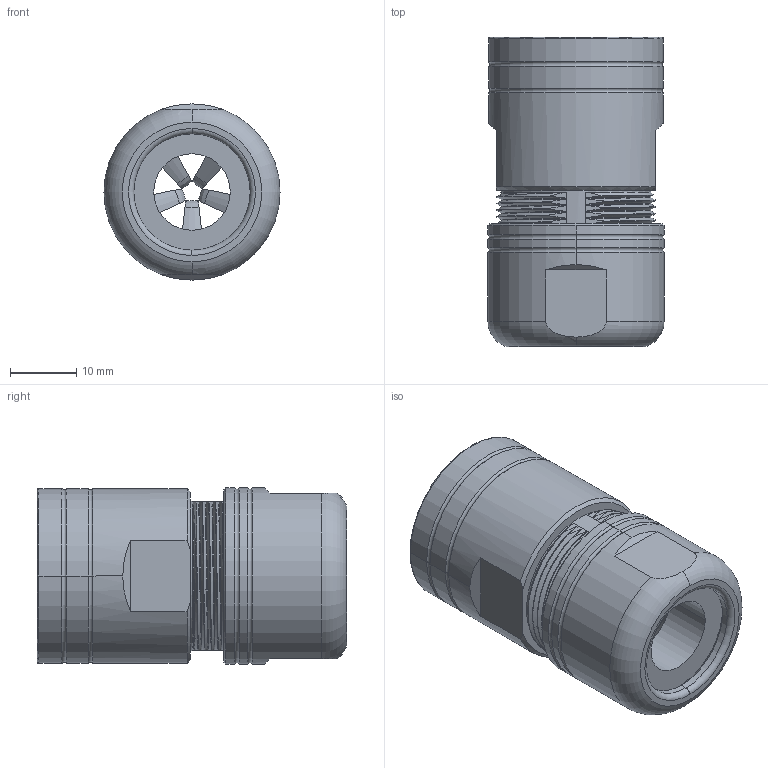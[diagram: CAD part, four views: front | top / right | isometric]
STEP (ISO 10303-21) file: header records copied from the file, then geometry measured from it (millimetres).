
FILE_DESCRIPTION((''),'2;1');
FILE_NAME('M0129','2016-08-01T',('drack.xie'),(''),'PRO/ENGINEER BY PARAMETRIC TECHNOLOGY CORPORATION, 2012230','PRO/ENGINEER BY PARAMETRIC TECHNOLOGY CORPORATION, 2012230','');
FILE_SCHEMA(('CONFIG_CONTROL_DESIGN'));
Products named in the file (1): M0129
Bounding box: 26.5 x 46.5 x 26.5 mm (x, y, z)
Volume: 9362 mm3; surface area: 13834.6 mm2
Topology: 1 solids, 1 shells, 763 faces, 2215 edges, 1385 vertices
Faces by surface type: plane 235, bspline 234, cylinder 164, cone 86, torus 44
Entity records: 52172 total; most frequent: CARTESIAN_POINT 34149, ORIENTED_EDGE 4430, DIRECTION 2818, EDGE_CURVE 2215, VERTEX_POINT 1385, AXIS2_PLACEMENT_3D 1012, B_SPLINE_CURVE_WITH_KNOTS 938, EDGE_LOOP 808
